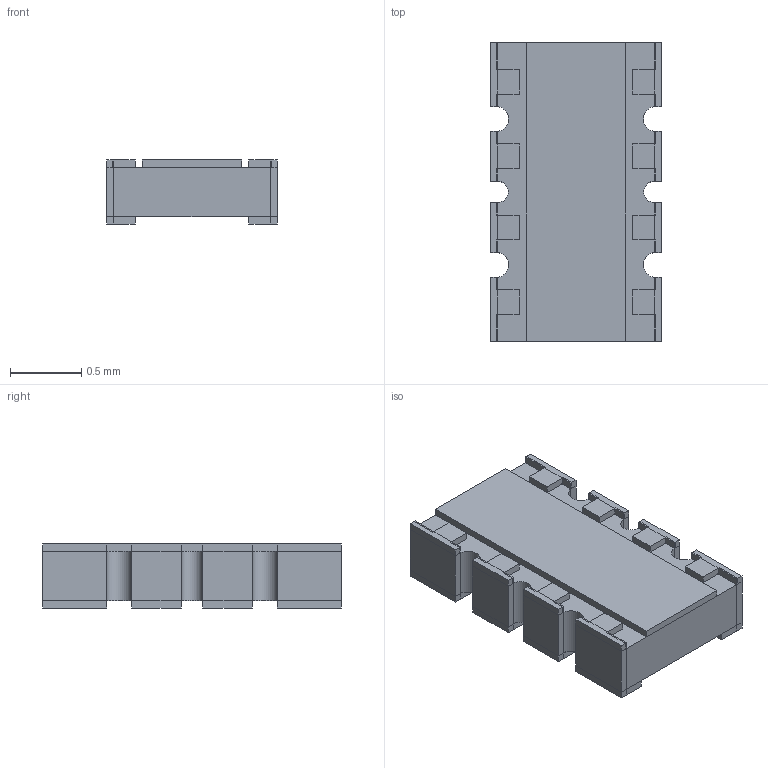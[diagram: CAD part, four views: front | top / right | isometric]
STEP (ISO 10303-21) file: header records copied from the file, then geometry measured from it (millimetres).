
FILE_DESCRIPTION(('Open CASCADE Model'),'2;1');
FILE_NAME('Open CASCADE Shape Model','2022-01-05T10:30:53',('Author'),( 'Open CASCADE'),'Open CASCADE STEP processor 6.8','Open CASCADE 6.8' ,'Unknown');
FILE_SCHEMA(('AUTOMOTIVE_DESIGN_CC2 { 1 2 10303 214 -1 1 5 4 }'));
Length unit declared in the file: millimetre
Products named in the file (10): RESA_0804.step; body; Open CASCADE STEP translator 6.8 38.1.1; mark; End_Pin; Open CASCADE STEP translator 6.8 38.3.1; Open CASCADE STEP translator 6.8 38.5.1; Mid_Pin; Open CASCADE STEP translator 6.8 38.7.1
Assembly tree (14 placements, depth 3):
  RESA_0804.step
    body
      Open CASCADE STEP translator 6.8 38.1.1
    mark
    End_Pin  x2
      Open CASCADE STEP translator 6.8 38.3.1
    End_Pin  x2
      Open CASCADE STEP translator 6.8 38.5.1
    Mid_Pin  x4
      Open CASCADE STEP translator 6.8 38.7.1
Bounding box: 1.2 x 2.1 x 0.45 mm (x, y, z)
Volume: 1 mm3; surface area: 15.3 mm2
Topology: 10 solids, 10 shells, 216 faces, 492 edges, 296 vertices
Faces by surface type: plane 210, cylinder 6
Entity records: 5791 total; most frequent: CARTESIAN_POINT 949, DIRECTION 894, LINE 642, VECTOR 642, ORIENTED_EDGE 444, PCURVE 444, DEFINITIONAL_REPRESENTATION 444, EDGE_CURVE 222
